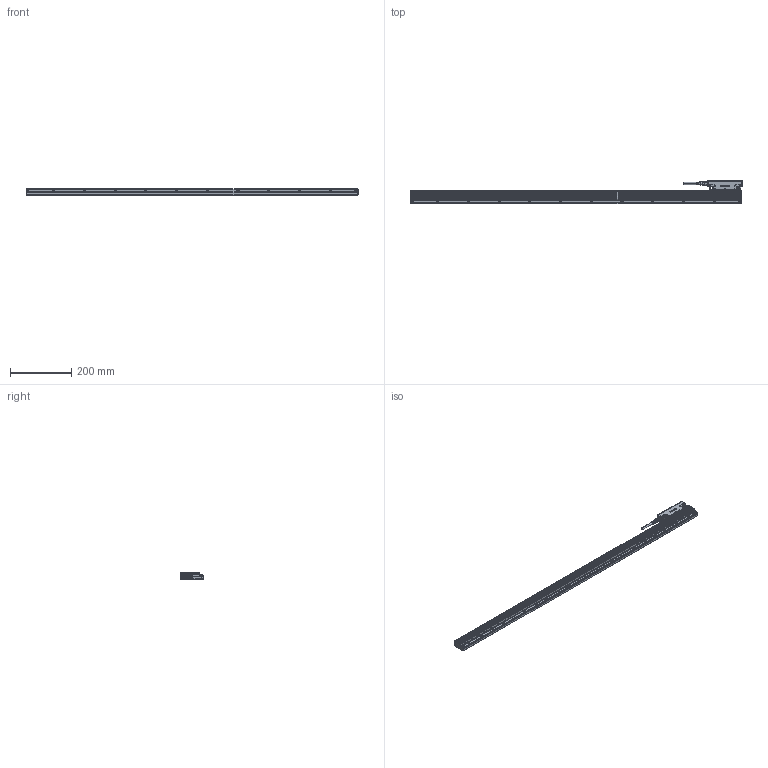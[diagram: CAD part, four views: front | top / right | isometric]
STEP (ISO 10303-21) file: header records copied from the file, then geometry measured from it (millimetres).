
FILE_DESCRIPTION(('CATIA V5 STEP','CAx-IF Rec.Pracs.--- Model Styling and Organization---1.4--- 2014-01-23'),'2;1');
FILE_NAME('SQ57-097-R.stp','2021-01-04T05:32:26+00:00',('none'),('none'),'CATIA Version 5-6 Release 2017 SP5','CATIA V5 STEP AP214','none');
FILE_SCHEMA(('AUTOMOTIVE_DESIGN { 1 0 10303 214 1 1 1 1 }'));
Products named in the file (4): SQ57-097-R; Head ASSY R; Scale cover 970; Scale base 970
Assembly tree (3 placements, depth 2):
  SQ57-097-R
    Head ASSY R
    Scale cover 970
    Scale base 970
Bounding box: 1080.5 x 77.01 x 20 mm (x, y, z)
Volume: 586940.3 mm3; surface area: 403984.1 mm2
Topology: 3 solids, 33 shells, 4122 faces, 10975 edges, 6994 vertices
Faces by surface type: cone 1326, plane 1148, cylinder 914, bspline 517, torus 176, sphere 34, extrusion 7
Entity records: 146829 total; most frequent: CARTESIAN_POINT 54505, ORIENTED_EDGE 21842, DIRECTION 14066, EDGE_CURVE 10921, VERTEX_POINT 6994, AXIS2_PLACEMENT_3D 6903, VECTOR 4587, LINE 4580
